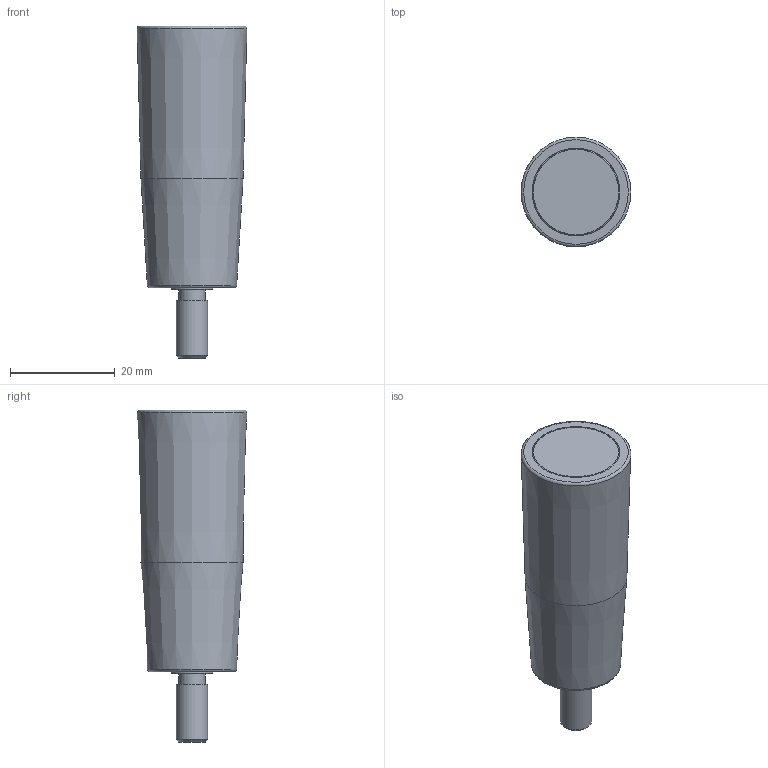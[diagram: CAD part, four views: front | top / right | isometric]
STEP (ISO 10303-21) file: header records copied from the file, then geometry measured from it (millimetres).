
FILE_DESCRIPTION( ( 'Unknown' ), '1' );
FILE_NAME( '6375005_MEP21x50.stp', 'Unknown', ( 'Unknown' ), ( 'Unknown' ), 'PSStep 11.0', 'Unknown', ' ' );
FILE_SCHEMA( ( 'AUTOMOTIVE_DESIGN { 1 0 10303 214 1 1 1 1 }' ) );
Length unit declared in the file: millimetre
Products named in the file (2): 8900183
Bounding box: 20.97 x 20.97 x 63.4 mm (x, y, z)
Volume: 13263.5 mm3; surface area: 6625.8 mm2
Topology: 2 solids, 2 shells, 63 faces, 141 edges, 92 vertices
Faces by surface type: plane 34, cylinder 14, cone 12, torus 3
Full cylindrical faces by diameter (mm): 1.786 x1, 3.1 x1, 4.8 x1, 5 x1, 5.1 x1, 6 x2, 8 x2, 12.85 x1, 16.7 x1, 16.78 x1
Entity records: 2129 total; most frequent: CARTESIAN_POINT 286, DIRECTION 286, ORIENTED_EDGE 222, AXIS2_PLACEMENT_3D 118, EDGE_CURVE 111, EDGE_LOOP 96, VERTEX_POINT 86, FACE_OUTER_BOUND 78
